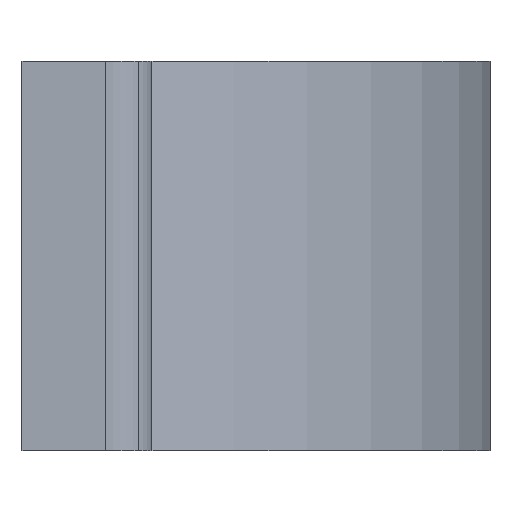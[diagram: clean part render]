
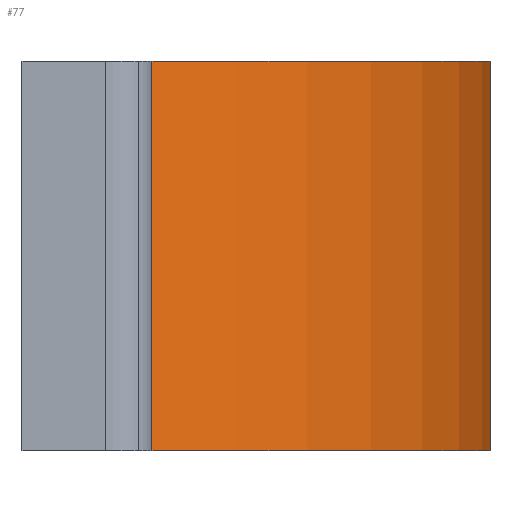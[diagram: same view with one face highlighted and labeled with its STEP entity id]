
A CAD part, front view. The second image highlights one B-rep face of the part: STEP entity #77.
In plain terms, the highlighted cylindrical face has radius 21 mm (diameter 42 mm), a partial arc.
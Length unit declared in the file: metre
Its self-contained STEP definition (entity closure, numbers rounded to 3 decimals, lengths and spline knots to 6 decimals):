
#77=ADVANCED_FACE('91:119723',(#139),#140,.T.);
#139=FACE_OUTER_BOUND('',#202,.T.);
#140=CYLINDRICAL_SURFACE('',#203,0.021);
#202=EDGE_LOOP('',(#433,#434,#435,#436));
#203=AXIS2_PLACEMENT_3D('',#437,#438,#439);
#433=ORIENTED_EDGE('',*,*,#452,.T.);
#434=ORIENTED_EDGE('',*,*,#491,.T.);
#435=ORIENTED_EDGE('',*,*,#503,.F.);
#436=ORIENTED_EDGE('',*,*,#515,.T.);
#437=CARTESIAN_POINT('',(0.105,-0.025,0.08771));
#438=DIRECTION('',(0.,0.0,1.0));
#439=DIRECTION('',(1.0,0.0,0.));
#452=EDGE_CURVE('',#534,#535,#536,.T.);
#491=EDGE_CURVE('91:119753',#535,#608,#610,.T.);
#503=EDGE_CURVE('91:119789',#626,#608,#628,.F.);
#515=EDGE_CURVE('91:119825',#626,#534,#645,.T.);
#534=VERTEX_POINT('',#666);
#535=VERTEX_POINT('',#667);
#536=LINE('',#668,#669);
#608=VERTEX_POINT('',#760);
#610=CIRCLE('',#763,0.021);
#626=VERTEX_POINT('',#784);
#628=LINE('',#787,#788);
#645=CIRCLE('',#810,0.021);
#666=CARTESIAN_POINT('',(0.126,-0.025,0.08771));
#667=CARTESIAN_POINT('',(0.126,-0.025,0.10271));
#668=CARTESIAN_POINT('',(0.126,-0.025,0.09521));
#669=VECTOR('',#834,1.0);
#760=CARTESIAN_POINT('',(0.113,-0.044417,0.10271));
#763=AXIS2_PLACEMENT_3D('',#909,#910,#911);
#784=CARTESIAN_POINT('',(0.113,-0.044417,0.08771));
#787=CARTESIAN_POINT('',(0.113,-0.044417,0.08771));
#788=VECTOR('',#933,1.0);
#810=AXIS2_PLACEMENT_3D('',#957,#958,#959);
#834=DIRECTION('',(0.,0.0,1.0));
#909=CARTESIAN_POINT('',(0.105,-0.025,0.10271));
#910=DIRECTION('',(0.,0.0,-1.0));
#911=DIRECTION('',(1.0,0.0,0.));
#933=DIRECTION('',(0.,0.0,-1.0));
#957=CARTESIAN_POINT('',(0.105,-0.025,0.08771));
#958=DIRECTION('',(0.,0.0,1.0));
#959=DIRECTION('',(1.0,0.0,0.));
